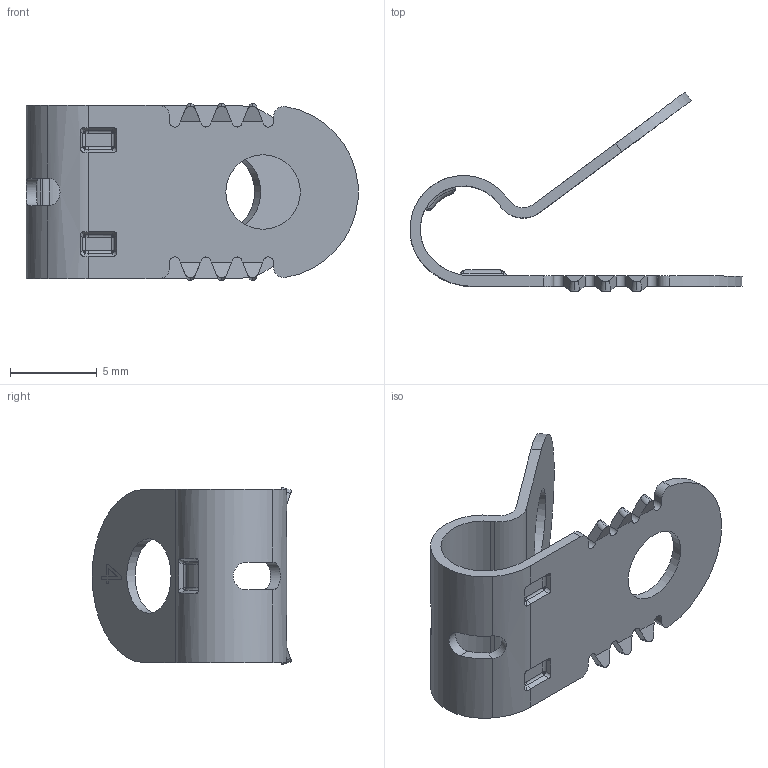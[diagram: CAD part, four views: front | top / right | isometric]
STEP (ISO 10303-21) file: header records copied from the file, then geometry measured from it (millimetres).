
FILE_DESCRIPTION(/* description */ ('Unknown'),/* implementation_level */ '2;1');
FILE_NAME(/* name */ '7425104',/* time_stamp */ '2017-06-19T10:30:36+08:00',/* author */ ('Unknown'),/* organization */ ('Unknown'),/* preprocessor_version */ 'ST-DEVELOPER v16.7',/* originating_system */ 'DEX',/* authorisation */ $);
FILE_SCHEMA (('AUTOMOTIVE_DESIGN {1 0 10303 214 3 1 1}'));
Length unit declared in the file: millimetre
Products named in the file (1): 7425104
Bounding box: 19.18 x 11.52 x 10.27 mm (x, y, z)
Volume: 208.9 mm3; surface area: 780.6 mm2
Topology: 1 solids, 1 shells, 281 faces, 749 edges, 474 vertices
Faces by surface type: plane 111, cylinder 81, bspline 41, sphere 36, cone 8, torus 4
Full cylindrical faces by diameter (mm): 4.3 x2
Entity records: 11974 total; most frequent: CARTESIAN_POINT 5546, ORIENTED_EDGE 1494, DIRECTION 1073, EDGE_CURVE 747, VERTEX_POINT 474, LINE 361, VECTOR 361, AXIS2_PLACEMENT_3D 356
